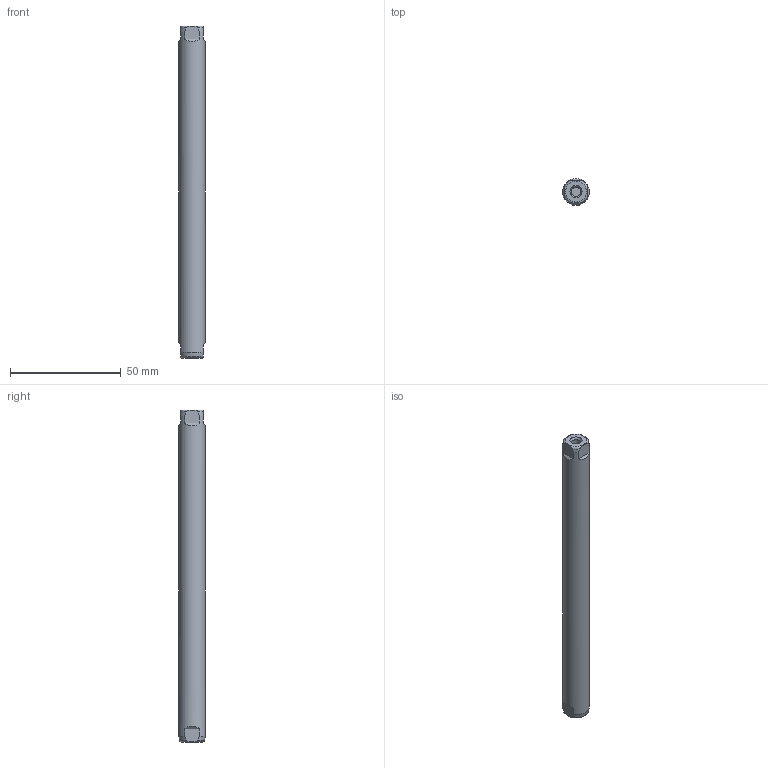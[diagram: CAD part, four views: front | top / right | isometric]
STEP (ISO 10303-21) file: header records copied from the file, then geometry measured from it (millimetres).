
FILE_DESCRIPTION (( 'STEP AP214' ), '1' );
FILE_NAME ('0186-2110_230927_ML01-12x150!100.STEP', '2023-09-27T09:23:23', ( '' ), ( '' ), 'SwSTEP 2.0', 'SolidWorks 2023', '' );
FILE_SCHEMA (( 'AUTOMOTIVE_DESIGN' ));
Length unit declared in the file: millimetre
Products named in the file (1): 0186-2110_230927_ML01-12x150!100
Bounding box: 12 x 12 x 150 mm (x, y, z)
Volume: 16532.4 mm3; surface area: 6015.6 mm2
Topology: 1 solids, 1 shells, 29 faces, 71 edges, 46 vertices
Faces by surface type: plane 16, cone 8, cylinder 3, torus 2
Full cylindrical faces by diameter (mm): 4.2 x2, 12 x1
Entity records: 996 total; most frequent: CARTESIAN_POINT 352, ORIENTED_EDGE 124, DIRECTION 118, EDGE_CURVE 62, AXIS2_PLACEMENT_3D 50, VERTEX_POINT 44, EDGE_LOOP 38, FACE_OUTER_BOUND 34
